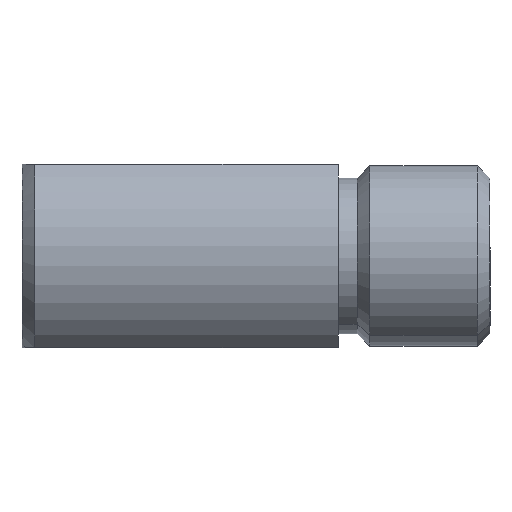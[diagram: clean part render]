
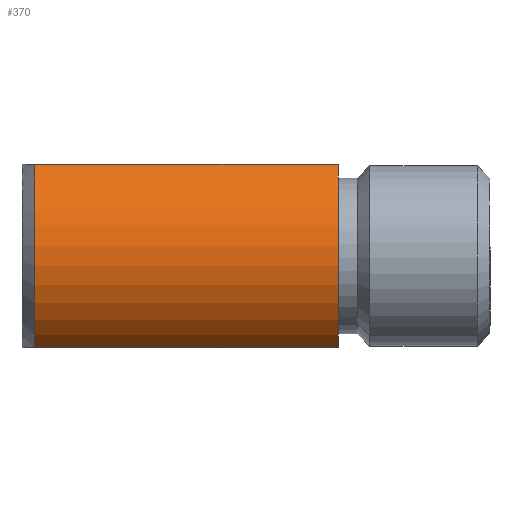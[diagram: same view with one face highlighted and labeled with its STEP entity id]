
A CAD part, left-side view. The second image highlights one B-rep face of the part: STEP entity #370.
In plain terms, the highlighted cylindrical face has radius 9 mm (diameter 18 mm), a partial arc.
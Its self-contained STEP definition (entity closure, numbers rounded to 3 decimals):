
#129=CARTESIAN_POINT('Vertex',(-5.333,12.,-7.25)) ;
#132=CARTESIAN_POINT('Line Origine',(-5.333,24.,-7.25)) ;
#136=CARTESIAN_POINT('Vertex',(-5.333,36.,-7.25)) ;
#326=CARTESIAN_POINT('Axis2P3D Location',(0.,36.,0.)) ;
#330=CARTESIAN_POINT('Vertex',(-5.333,36.,7.25)) ;
#347=CARTESIAN_POINT('Axis2P3D Location',(0.,18.5,0.)) ;
#352=CARTESIAN_POINT('Line Origine',(-5.333,24.5,7.25)) ;
#356=CARTESIAN_POINT('Vertex',(-5.333,12.,7.25)) ;
#359=CARTESIAN_POINT('Axis2P3D Location',(0.,12.,0.)) ;
#133=DIRECTION('Vector Direction',(0.,1.,0.)) ;
#327=DIRECTION('Axis2P3D Direction',(0.,1.,0.)) ;
#348=DIRECTION('Axis2P3D Direction',(0.,1.,0.)) ;
#349=DIRECTION('Axis2P3D XDirection',(0.479,-0.,0.878)) ;
#353=DIRECTION('Vector Direction',(0.,1.,0.)) ;
#360=DIRECTION('Axis2P3D Direction',(0.,1.,0.)) ;
#328=AXIS2_PLACEMENT_3D('Circle Axis2P3D',#326,#327,$) ;
#350=AXIS2_PLACEMENT_3D('Cylinder Axis2P3D',#347,#348,#349) ;
#361=AXIS2_PLACEMENT_3D('Circle Axis2P3D',#359,#360,$) ;
#365=ORIENTED_EDGE('',*,*,#358,.T.) ;
#366=ORIENTED_EDGE('',*,*,#332,.F.) ;
#367=ORIENTED_EDGE('',*,*,#138,.F.) ;
#368=ORIENTED_EDGE('',*,*,#363,.T.) ;
#134=VECTOR('Line Direction',#133,1.) ;
#354=VECTOR('Line Direction',#353,1.) ;
#370=ADVANCED_FACE('Corps principal',(#369),#351,.T.) ;
#329=CIRCLE('generated circle',#328,9.) ;
#362=CIRCLE('generated circle',#361,9.) ;
#351=CYLINDRICAL_SURFACE('generated cylinder',#350,9.) ;
#138=EDGE_CURVE('',#130,#137,#135,.T.) ;
#332=EDGE_CURVE('',#137,#331,#329,.T.) ;
#358=EDGE_CURVE('',#357,#331,#355,.T.) ;
#363=EDGE_CURVE('',#130,#357,#362,.T.) ;
#364=EDGE_LOOP('',(#365,#366,#367,#368)) ;
#369=FACE_OUTER_BOUND('',#364,.T.) ;
#135=LINE('Line',#132,#134) ;
#355=LINE('Line',#352,#354) ;
#130=VERTEX_POINT('',#129) ;
#137=VERTEX_POINT('',#136) ;
#331=VERTEX_POINT('',#330) ;
#357=VERTEX_POINT('',#356) ;
